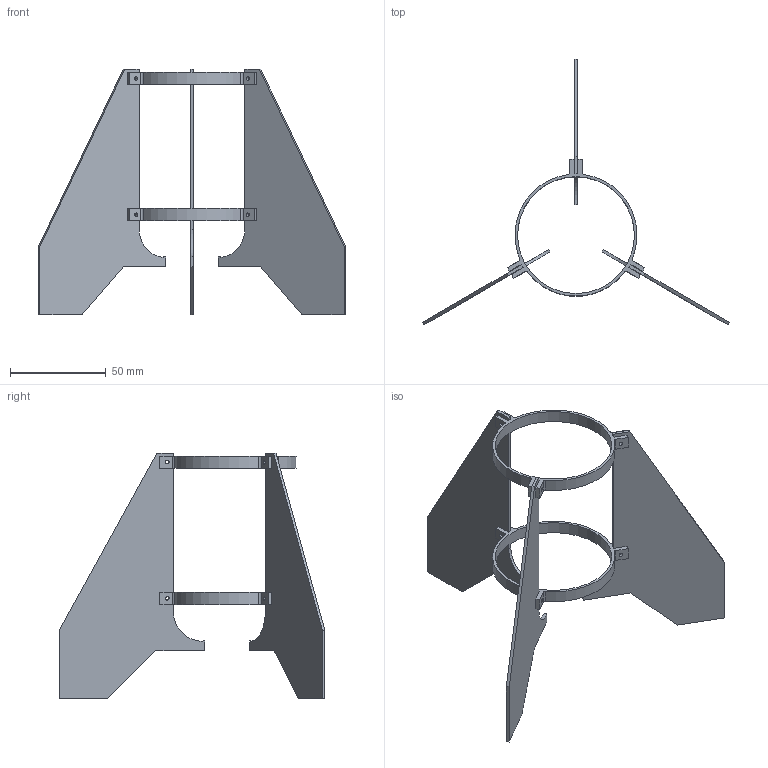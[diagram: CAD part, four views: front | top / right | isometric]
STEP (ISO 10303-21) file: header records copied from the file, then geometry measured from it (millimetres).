
FILE_DESCRIPTION(/* description */ (''),/* implementation_level */ '2;1');
FILE_NAME(/* name */ 'Large Rocket Fin Assembly v2.step',/* time_stamp */ '2023-05-20T11:48:11-04:00',/* author */ (''),/* organization */ (''),/* preprocessor_version */ 'ST-DEVELOPER v19.2',/* originating_system */ 'Autodesk Translation Framework v12.4.0.73',/* authorisation */ '');
FILE_SCHEMA (('AUTOMOTIVE_DESIGN { 1 0 10303 214 3 1 1 }'));
Length unit declared in the file: inch
Products named in the file (1): Large Rocket Fin Assembly
Bounding box: 160.26 x 138.79 x 128.3 mm (x, y, z)
Volume: 27041.1 mm3; surface area: 38590.6 mm2
Topology: 5 solids, 5 shells, 117 faces, 321 edges, 214 vertices
Faces by surface type: plane 76, cylinder 41
Full cylindrical faces by diameter (mm): 1.783 x6, 1.905 x12, 60.96 x2
Entity records: 3835 total; most frequent: CARTESIAN_POINT 653, ORIENTED_EDGE 642, DIRECTION 639, EDGE_CURVE 321, LINE 239, VECTOR 239, VERTEX_POINT 214, AXIS2_PLACEMENT_3D 200
